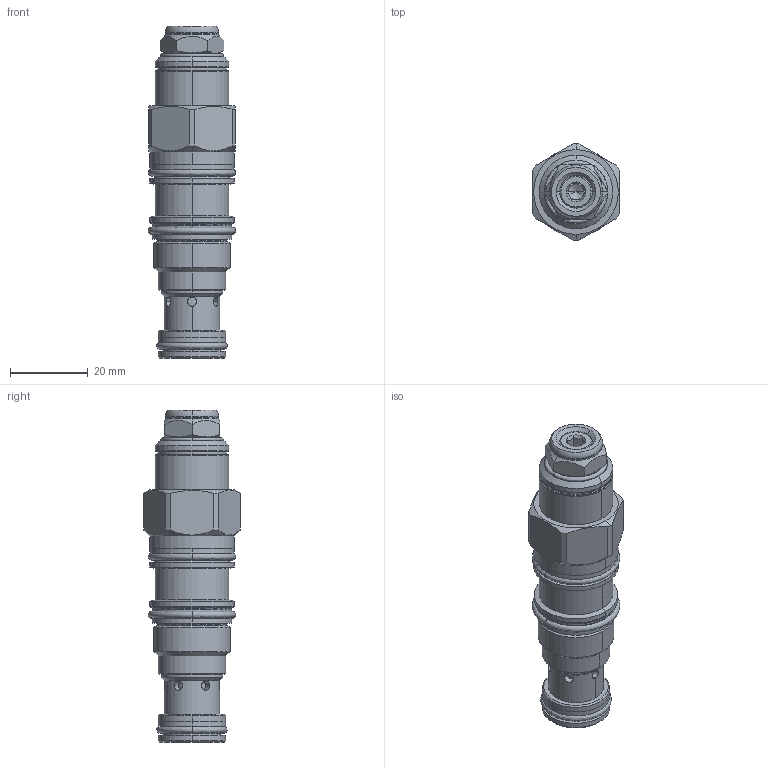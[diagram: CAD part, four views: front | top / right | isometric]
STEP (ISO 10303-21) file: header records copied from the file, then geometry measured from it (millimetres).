
FILE_DESCRIPTION((''),'2;1');
FILE_NAME('CABN-LHN_PRT','2015-05-06T',('Administrator'),(''),'PRO/ENGINEER BY PARAMETRIC TECHNOLOGY CORPORATION, 2006240','PRO/ENGINEER BY PARAMETRIC TECHNOLOGY CORPORATION, 2006240','');
FILE_SCHEMA(('CONFIG_CONTROL_DESIGN'));
Length unit declared in the file: inch
Products named in the file (1): CABN-LHN_PRT
Bounding box: 22.55 x 24.84 x 85.67 mm (x, y, z)
Volume: 23159.2 mm3; surface area: 9740.6 mm2
Topology: 4 solids, 5 shells, 297 faces, 695 edges, 419 vertices
Faces by surface type: cylinder 118, plane 65, cone 54, torus 40, revolution 14, sphere 6
Entity records: 10101 total; most frequent: CARTESIAN_POINT 3161, DIRECTION 1515, ORIENTED_EDGE 1386, EDGE_CURVE 693, AXIS2_PLACEMENT_3D 641, VERTEX_POINT 419, CIRCLE 358, EDGE_LOOP 348
